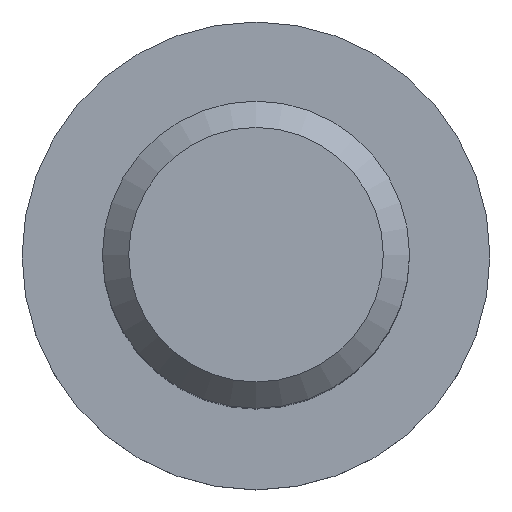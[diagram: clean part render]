
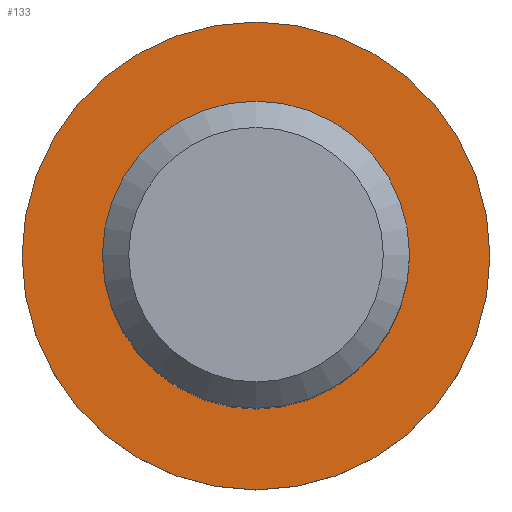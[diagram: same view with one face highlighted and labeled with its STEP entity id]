
A CAD part, top view. The second image highlights one B-rep face of the part: STEP entity #133.
In plain terms, the highlighted planar face has unit normal (0, 0, 1).
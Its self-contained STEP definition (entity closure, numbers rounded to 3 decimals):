
#16=FACE_BOUND('',#45,.T.);
#20=PLANE('',#175);
#33=FACE_OUTER_BOUND('',#44,.T.);
#44=EDGE_LOOP('',(#119));
#45=EDGE_LOOP('',(#120));
#59=CIRCLE('',#159,9.78);
#65=CIRCLE('',#170,4.48);
#68=VERTEX_POINT('',#226);
#74=VERTEX_POINT('',#248);
#78=EDGE_CURVE('',#68,#68,#59,.T.);
#88=EDGE_CURVE('',#74,#74,#65,.T.);
#119=ORIENTED_EDGE('',*,*,#78,.T.);
#120=ORIENTED_EDGE('',*,*,#88,.F.);
#133=ADVANCED_FACE('',(#33,#16),#20,.T.);
#159=AXIS2_PLACEMENT_3D('',#228,#183,#184);
#170=AXIS2_PLACEMENT_3D('',#249,#209,#210);
#175=AXIS2_PLACEMENT_3D('',#256,#220,#221);
#183=DIRECTION('center_axis',(0.,0.,1.));
#184=DIRECTION('ref_axis',(0.,-1.,0.));
#209=DIRECTION('center_axis',(0.,0.,1.));
#210=DIRECTION('ref_axis',(0.,-1.,0.));
#220=DIRECTION('center_axis',(0.,0.,1.));
#221=DIRECTION('ref_axis',(1.,0.,0.));
#226=CARTESIAN_POINT('',(0.,9.78,-6.));
#228=CARTESIAN_POINT('Origin',(0.,0.,-6.));
#248=CARTESIAN_POINT('',(0.,4.48,-6.));
#249=CARTESIAN_POINT('Origin',(0.,0.,-6.));
#256=CARTESIAN_POINT('Origin',(0.,-7.13,-6.));
